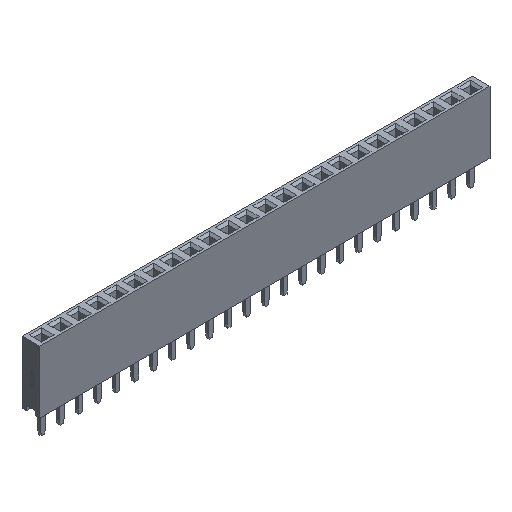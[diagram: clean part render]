
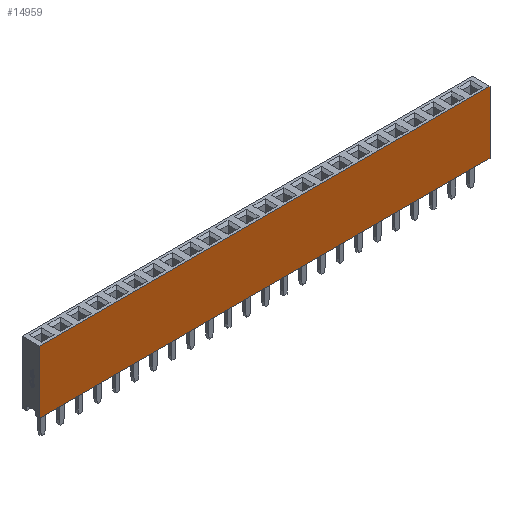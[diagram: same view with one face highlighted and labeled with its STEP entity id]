
A CAD part, isometric view. The second image highlights one B-rep face of the part: STEP entity #14959.
In plain terms, the highlighted planar face has unit normal (0, -1, 0).
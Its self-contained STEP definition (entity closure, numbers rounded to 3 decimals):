
#2024 = DIRECTION ( 'NONE',  ( 0., 1., 0. ) ) ;
#3098 = EDGE_CURVE ( 'NONE', #35223, #31708, #13844, .T. ) ;
#5805 = ORIENTED_EDGE ( 'NONE', *, *, #8186, .F. ) ;
#6838 = LINE ( 'NONE', #21748, #29680 ) ;
#6892 = LINE ( 'NONE', #31354, #32932 ) ;
#8102 = FACE_OUTER_BOUND ( 'NONE', #8733, .T. ) ;
#8186 = EDGE_CURVE ( 'NONE', #9865, #37913, #6892, .T. ) ;
#8733 = EDGE_LOOP ( 'NONE', ( #20013, #32852, #5805, #23894 ) ) ;
#9865 = VERTEX_POINT ( 'NONE', #11076 ) ;
#11076 = CARTESIAN_POINT ( 'NONE',  ( -30.68, -1.2, 8.5 ) ) ;
#13844 = LINE ( 'NONE', #29315, #28309 ) ;
#14845 = CARTESIAN_POINT ( 'NONE',  ( -30.68, -1.2, 0. ) ) ;
#14946 = AXIS2_PLACEMENT_3D ( 'NONE', #16937, #2024, #32165 ) ;
#14959 = ADVANCED_FACE ( 'NONE', ( #8102 ), #31972, .F. ) ;
#16937 = CARTESIAN_POINT ( 'NONE',  ( -30.68, -1.2, 8.5 ) ) ;
#19300 = CARTESIAN_POINT ( 'NONE',  ( 30.68, -1.2, 8.5 ) ) ;
#20013 = ORIENTED_EDGE ( 'NONE', *, *, #3098, .T. ) ;
#21748 = CARTESIAN_POINT ( 'NONE',  ( -30.68, -1.2, 8.5 ) ) ;
#21984 = DIRECTION ( 'NONE',  ( 1., 0., 0. ) ) ;
#22161 = EDGE_CURVE ( 'NONE', #9865, #35223, #6838, .T. ) ;
#23894 = ORIENTED_EDGE ( 'NONE', *, *, #22161, .T. ) ;
#25642 = DIRECTION ( 'NONE',  ( 1., 0., 0. ) ) ;
#27121 = CARTESIAN_POINT ( 'NONE',  ( 30.68, -1.2, 8.5 ) ) ;
#28270 = DIRECTION ( 'NONE',  ( 0., 0., -1. ) ) ;
#28309 = VECTOR ( 'NONE', #25642, 1000. ) ;
#28923 = EDGE_CURVE ( 'NONE', #37913, #31708, #31192, .T. ) ;
#29315 = CARTESIAN_POINT ( 'NONE',  ( -30.68, -1.2, 0. ) ) ;
#29680 = VECTOR ( 'NONE', #33470, 1000. ) ;
#31192 = LINE ( 'NONE', #19300, #36169 ) ;
#31354 = CARTESIAN_POINT ( 'NONE',  ( -30.68, -1.2, 8.5 ) ) ;
#31708 = VERTEX_POINT ( 'NONE', #33099 ) ;
#31972 = PLANE ( 'NONE',  #14946 ) ;
#32165 = DIRECTION ( 'NONE',  ( 0., 0., 1. ) ) ;
#32852 = ORIENTED_EDGE ( 'NONE', *, *, #28923, .F. ) ;
#32932 = VECTOR ( 'NONE', #21984, 1000. ) ;
#33099 = CARTESIAN_POINT ( 'NONE',  ( 30.68, -1.2, 0. ) ) ;
#33470 = DIRECTION ( 'NONE',  ( 0., 0., -1. ) ) ;
#35223 = VERTEX_POINT ( 'NONE', #14845 ) ;
#36169 = VECTOR ( 'NONE', #28270, 1000. ) ;
#37913 = VERTEX_POINT ( 'NONE', #27121 ) ;
